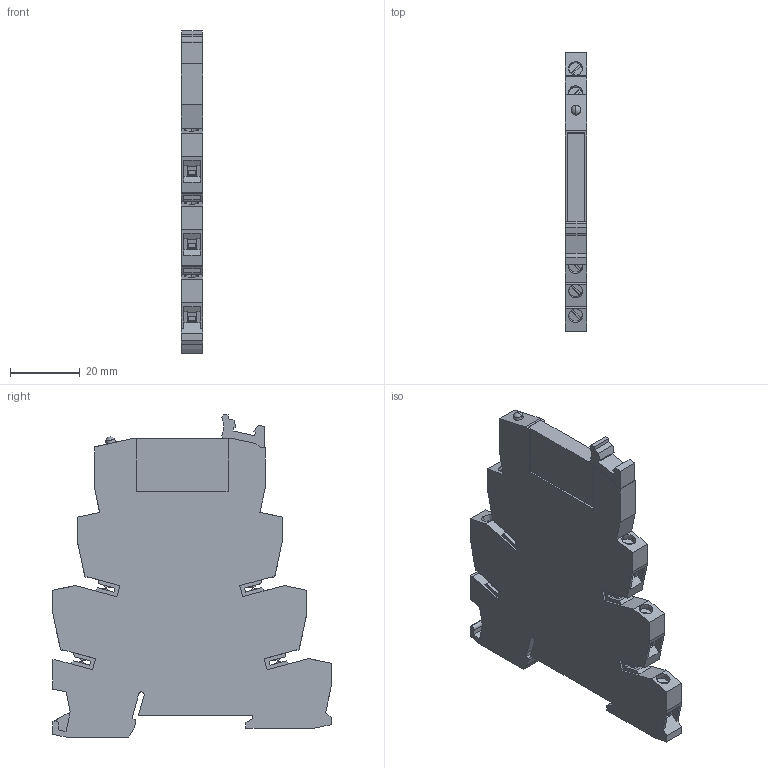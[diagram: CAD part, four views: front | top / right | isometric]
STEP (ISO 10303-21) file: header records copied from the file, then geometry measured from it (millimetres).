
FILE_DESCRIPTION(('Creo Elements/Direct Modeling STEP Export'),'2;1');
FILE_NAME('model.stp','2019-03-27T 0:26:40',(''),(''),'Creo Elements/Direct Modeling STEP processor for AP214 (Solid Model)','Creo Elements/Direct Modeling 20.1A 29-Sep-2018 (C) Parametric Technology GmbH','');
FILE_SCHEMA(('AUTOMOTIVE_DESIGN { 1 0 10303 214 1 1 1 1 }'));
Length unit declared in the file: millimetre
Products named in the file (3): PLC-BSC-6-ACT-SOC05-select; REL-MR-28x15x5-select; PLC-RSC-6-REL_WH-Group-select
Assembly tree (2 placements, depth 2):
  PLC-RSC-6-REL_WH-Group-select
    REL-MR-28x15x5-select
    PLC-BSC-6-ACT-SOC05-select
Bounding box: 6.1 x 80 x 92.6 mm (x, y, z)
Volume: 30105 mm3; surface area: 14682.8 mm2
Topology: 2 solids, 2 shells, 367 faces, 980 edges, 648 vertices
Faces by surface type: plane 348, extrusion 12, cylinder 5, sphere 2
Entity records: 14867 total; most frequent: CARTESIAN_POINT 2925, ORIENTED_EDGE 1956, DIRECTION 1622, EDGE_CURVE 978, VECTOR 926, LINE 913, VERTEX_POINT 648, EDGE_LOOP 400
